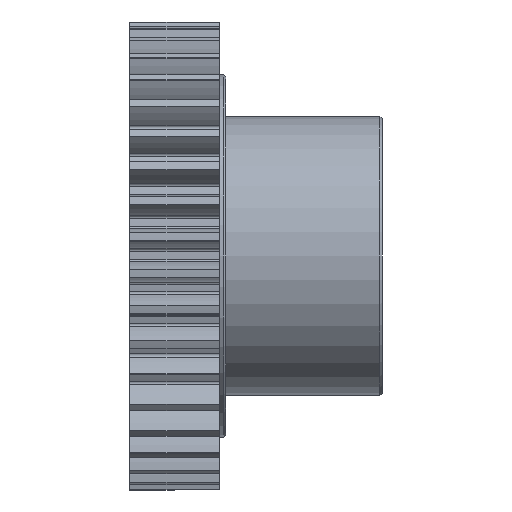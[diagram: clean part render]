
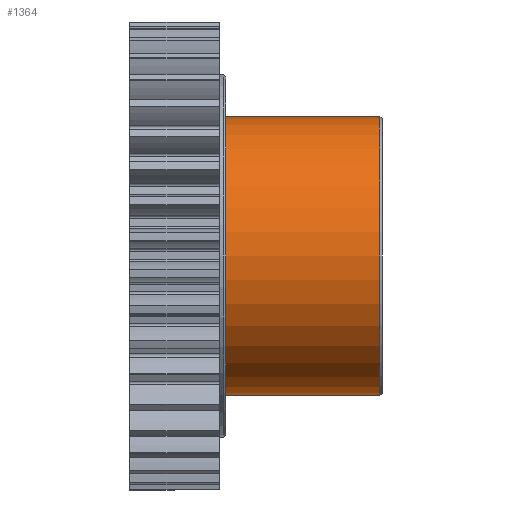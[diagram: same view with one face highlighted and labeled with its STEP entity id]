
A CAD part, left-side view. The second image highlights one B-rep face of the part: STEP entity #1364.
In plain terms, the highlighted cylindrical face has radius 15.875 mm (diameter 31.75 mm), a partial arc.
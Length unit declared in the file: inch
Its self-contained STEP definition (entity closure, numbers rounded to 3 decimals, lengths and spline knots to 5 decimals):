
#125 = ORIENTED_EDGE ( 'NONE', *, *, #8780, .T. ) ;
#769 = AXIS2_PLACEMENT_3D ( 'NONE', #12172, #12366, #12103 ) ;
#841 = LINE ( 'NONE', #10908, #5049 ) ;
#883 = AXIS2_PLACEMENT_3D ( 'NONE', #4715, #7381, #4734 ) ;
#1364 = ADVANCED_FACE ( 'NONE', ( #4588 ), #10541, .T. ) ;
#1373 = ORIENTED_EDGE ( 'NONE', *, *, #5080, .F. ) ;
#1735 = AXIS2_PLACEMENT_3D ( 'NONE', #10230, #8567, #8584 ) ;
#2898 = EDGE_CURVE ( 'NONE', #12672, #14110, #5624, .T. ) ;
#3297 = EDGE_LOOP ( 'NONE', ( #1373, #5754, #125, #10091 ) ) ;
#3566 = VERTEX_POINT ( 'NONE', #13989 ) ;
#3782 = VERTEX_POINT ( 'NONE', #5461 ) ;
#4527 = CIRCLE ( 'NONE', #769, 0.625 ) ;
#4588 = FACE_OUTER_BOUND ( 'NONE', #3297, .T. ) ;
#4715 = CARTESIAN_POINT ( 'NONE',  ( 0., 0.7, 0. ) ) ;
#4734 = DIRECTION ( 'NONE',  ( 0., 0., -1. ) ) ;
#5049 = VECTOR ( 'NONE', #8871, 39.37008 ) ;
#5080 = EDGE_CURVE ( 'NONE', #3782, #14110, #7889, .T. ) ;
#5163 = CARTESIAN_POINT ( 'NONE',  ( 0., 0.01, 0.625 ) ) ;
#5461 = CARTESIAN_POINT ( 'NONE',  ( 0., 0.7, 0.625 ) ) ;
#5624 = CIRCLE ( 'NONE', #1735, 0.625 ) ;
#5754 = ORIENTED_EDGE ( 'NONE', *, *, #6540, .T. ) ;
#6540 = EDGE_CURVE ( 'NONE', #3782, #3566, #4527, .T. ) ;
#7381 = DIRECTION ( 'NONE',  ( 0., -1., 0. ) ) ;
#7722 = CARTESIAN_POINT ( 'NONE',  ( 0., 0.7, 0.625 ) ) ;
#7889 = LINE ( 'NONE', #7722, #8032 ) ;
#8032 = VECTOR ( 'NONE', #8178, 39.37008 ) ;
#8178 = DIRECTION ( 'NONE',  ( 0., -1., 0. ) ) ;
#8567 = DIRECTION ( 'NONE',  ( 0., 1., 0. ) ) ;
#8584 = DIRECTION ( 'NONE',  ( 0., 0., 1. ) ) ;
#8780 = EDGE_CURVE ( 'NONE', #3566, #12672, #841, .T. ) ;
#8871 = DIRECTION ( 'NONE',  ( 0., -1., 0. ) ) ;
#10091 = ORIENTED_EDGE ( 'NONE', *, *, #2898, .T. ) ;
#10230 = CARTESIAN_POINT ( 'NONE',  ( 0., 0.01, 0. ) ) ;
#10541 = CYLINDRICAL_SURFACE ( 'NONE', #883, 0.625 ) ;
#10908 = CARTESIAN_POINT ( 'NONE',  ( 0., 0.7, -0.625 ) ) ;
#12103 = DIRECTION ( 'NONE',  ( 0., 0., -1. ) ) ;
#12172 = CARTESIAN_POINT ( 'NONE',  ( 0., 0.7, 0. ) ) ;
#12366 = DIRECTION ( 'NONE',  ( 0., -1., 0. ) ) ;
#12672 = VERTEX_POINT ( 'NONE', #13623 ) ;
#13623 = CARTESIAN_POINT ( 'NONE',  ( 0., 0.01, -0.625 ) ) ;
#13989 = CARTESIAN_POINT ( 'NONE',  ( 0., 0.7, -0.625 ) ) ;
#14110 = VERTEX_POINT ( 'NONE', #5163 ) ;
